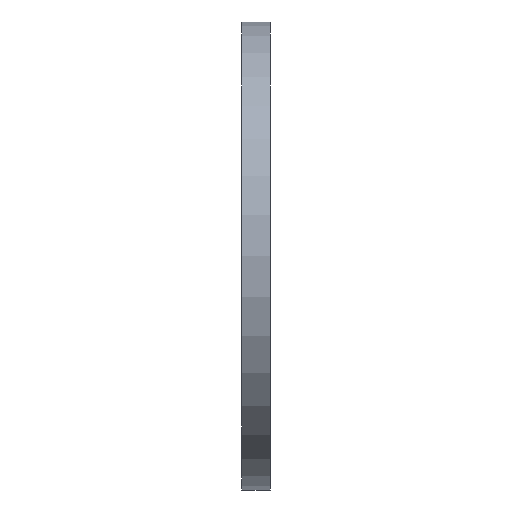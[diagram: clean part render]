
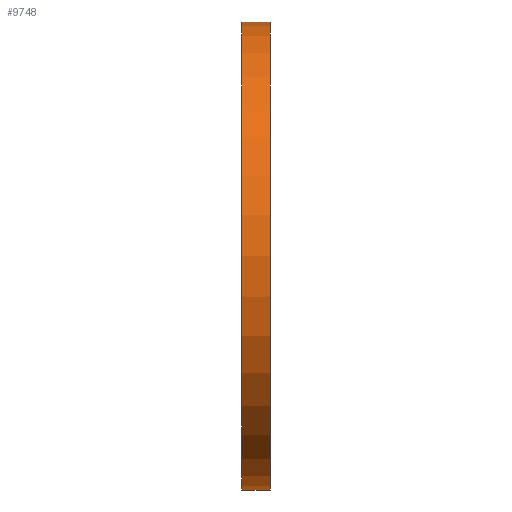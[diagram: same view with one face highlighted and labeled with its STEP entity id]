
A CAD part, left-side view. The second image highlights one B-rep face of the part: STEP entity #9748.
In plain terms, the highlighted cylindrical face has radius 50 mm (diameter 100 mm), a partial arc.
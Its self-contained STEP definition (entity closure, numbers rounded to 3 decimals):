
#119 = VERTEX_POINT ( 'NONE', #4587 ) ;
#195 = CARTESIAN_POINT ( 'NONE',  ( 0., 6., 50. ) ) ;
#321 = VERTEX_POINT ( 'NONE', #2013 ) ;
#338 = ORIENTED_EDGE ( 'NONE', *, *, #12491, .T. ) ;
#563 = FACE_OUTER_BOUND ( 'NONE', #929, .T. ) ;
#929 = EDGE_LOOP ( 'NONE', ( #4745, #9478, #5953, #338 ) ) ;
#1196 = DIRECTION ( 'NONE',  ( 0., -1., 0. ) ) ;
#1445 = CARTESIAN_POINT ( 'NONE',  ( 0., 0., -50. ) ) ;
#1672 = DIRECTION ( 'NONE',  ( 0., 0., -1. ) ) ;
#2013 = CARTESIAN_POINT ( 'NONE',  ( 0., 0., 50. ) ) ;
#2170 = VECTOR ( 'NONE', #1196, 1000. ) ;
#2325 = AXIS2_PLACEMENT_3D ( 'NONE', #2716, #9917, #1672 ) ;
#2716 = CARTESIAN_POINT ( 'NONE',  ( 0., 6., 0. ) ) ;
#2909 = EDGE_CURVE ( 'NONE', #119, #7077, #5030, .T. ) ;
#4262 = CARTESIAN_POINT ( 'NONE',  ( 0., 6., 0. ) ) ;
#4587 = CARTESIAN_POINT ( 'NONE',  ( 0., 6., -50. ) ) ;
#4745 = ORIENTED_EDGE ( 'NONE', *, *, #10523, .F. ) ;
#5030 = CIRCLE ( 'NONE', #12463, 50. ) ;
#5463 = DIRECTION ( 'NONE',  ( 0., 1., 0. ) ) ;
#5687 = VECTOR ( 'NONE', #10255, 1000. ) ;
#5953 = ORIENTED_EDGE ( 'NONE', *, *, #12363, .T. ) ;
#6347 = CARTESIAN_POINT ( 'NONE',  ( 0., 6., 50. ) ) ;
#6839 = CIRCLE ( 'NONE', #9853, 50. ) ;
#7077 = VERTEX_POINT ( 'NONE', #6347 ) ;
#8625 = LINE ( 'NONE', #195, #2170 ) ;
#9402 = DIRECTION ( 'NONE',  ( 0., 1., 0. ) ) ;
#9478 = ORIENTED_EDGE ( 'NONE', *, *, #2909, .F. ) ;
#9482 = DIRECTION ( 'NONE',  ( 0., 0., 1. ) ) ;
#9561 = DIRECTION ( 'NONE',  ( 0., 0., 1. ) ) ;
#9708 = LINE ( 'NONE', #11269, #5687 ) ;
#9748 = ADVANCED_FACE ( 'NONE', ( #563 ), #11660, .T. ) ;
#9853 = AXIS2_PLACEMENT_3D ( 'NONE', #10622, #5463, #9561 ) ;
#9917 = DIRECTION ( 'NONE',  ( 0., -1., 0. ) ) ;
#10255 = DIRECTION ( 'NONE',  ( 0., -1., 0. ) ) ;
#10523 = EDGE_CURVE ( 'NONE', #7077, #321, #8625, .T. ) ;
#10622 = CARTESIAN_POINT ( 'NONE',  ( 0., 0., 0. ) ) ;
#11269 = CARTESIAN_POINT ( 'NONE',  ( 0., 6., -50. ) ) ;
#11660 = CYLINDRICAL_SURFACE ( 'NONE', #2325, 50. ) ;
#12363 = EDGE_CURVE ( 'NONE', #119, #12664, #9708, .T. ) ;
#12463 = AXIS2_PLACEMENT_3D ( 'NONE', #4262, #9402, #9482 ) ;
#12491 = EDGE_CURVE ( 'NONE', #12664, #321, #6839, .T. ) ;
#12664 = VERTEX_POINT ( 'NONE', #1445 ) ;
